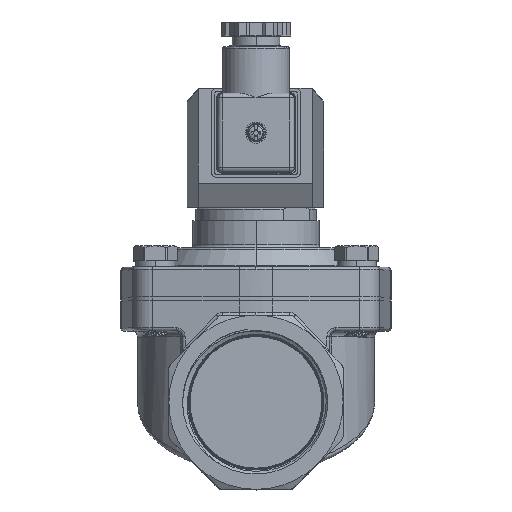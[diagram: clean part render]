
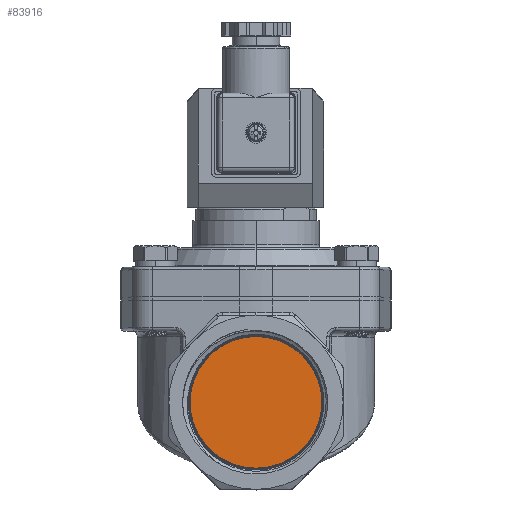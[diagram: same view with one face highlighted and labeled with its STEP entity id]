
A CAD part, top view. The second image highlights one B-rep face of the part: STEP entity #83916.
In plain terms, the highlighted planar face has unit normal (0, 0, 1).
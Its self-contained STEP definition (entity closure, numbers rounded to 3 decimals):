
#2735 = CARTESIAN_POINT ( 'NONE',  ( 0., 29., 38.2 ) ) ;
#3277 = CARTESIAN_POINT ( 'NONE',  ( -17.216, 15.537, 38.2 ) ) ;
#3844 = DIRECTION ( 'NONE',  ( 1., 0., 0. ) ) ;
#6925 = CARTESIAN_POINT ( 'NONE',  ( -17.772, 16.21, 38.2 ) ) ;
#9338 = AXIS2_PLACEMENT_3D ( 'NONE', #43370, #122105, #54692 ) ;
#14057 = DIRECTION ( 'NONE',  ( 1., 0., 0. ) ) ;
#14252 = ORIENTED_EDGE ( 'NONE', *, *, #53546, .T. ) ;
#15249 = CIRCLE ( 'NONE', #68409, 21.927 ) ;
#23325 = CARTESIAN_POINT ( 'NONE',  ( -18.698, 17.685, 38.2 ) ) ;
#23426 = EDGE_CURVE ( 'NONE', #98038, #84142, #15249, .T. ) ;
#24933 = B_SPLINE_CURVE_WITH_KNOTS ( 'NONE', 3,
 ( #141778, #6925, #40840, #119590 ),
 .UNSPECIFIED., .F., .F.,
 ( 4, 4 ),
 ( 0., 0.003 ),
 .UNSPECIFIED. ) ;
#36699 = CIRCLE ( 'NONE', #9338, 21.927 ) ;
#36716 = ORIENTED_EDGE ( 'NONE', *, *, #50974, .T. ) ;
#38424 = CARTESIAN_POINT ( 'NONE',  ( 21.927, 29., 38.2 ) ) ;
#38558 = AXIS2_PLACEMENT_3D ( 'NONE', #138673, #71235, #3844 ) ;
#40840 = CARTESIAN_POINT ( 'NONE',  ( -18.287, 16.913, 38.2 ) ) ;
#43277 = ORIENTED_EDGE ( 'NONE', *, *, #109301, .F. ) ;
#43370 = CARTESIAN_POINT ( 'NONE',  ( 0., 29., 38.2 ) ) ;
#47520 = CARTESIAN_POINT ( 'NONE',  ( -18.247, 16.94, 38.2 ) ) ;
#50974 = EDGE_CURVE ( 'NONE', #84142, #93407, #36699, .T. ) ;
#53546 = EDGE_CURVE ( 'NONE', #98868, #84142, #24933, .T. ) ;
#54692 = DIRECTION ( 'NONE',  ( 1., 0., 0. ) ) ;
#55179 = CARTESIAN_POINT ( 'NONE',  ( 0., 29., 38.2 ) ) ;
#58991 = EDGE_CURVE ( 'NONE', #93407, #98038, #129635, .T. ) ;
#65488 = DIRECTION ( 'NONE',  ( 0., 0., 1. ) ) ;
#68409 = AXIS2_PLACEMENT_3D ( 'NONE', #132905, #65488, #144247 ) ;
#68470 = DIRECTION ( 'NONE',  ( -0.856, -0.518, 0. ) ) ;
#70673 = CARTESIAN_POINT ( 'NONE',  ( -17.752, 16.223, 38.2 ) ) ;
#71235 = DIRECTION ( 'NONE',  ( 0., 0., 1. ) ) ;
#72914 = EDGE_CURVE ( 'NONE', #105925, #98868, #111050, .T. ) ;
#79061 = VECTOR ( 'NONE', #68470, 1000. ) ;
#81403 = DIRECTION ( 'NONE',  ( 0., 0., 1. ) ) ;
#82030 = PLANE ( 'NONE',  #38558 ) ;
#83916 = ADVANCED_FACE ( 'NONE', ( #98529 ), #82030, .T. ) ;
#84142 = VERTEX_POINT ( 'NONE', #86882 ) ;
#86882 = CARTESIAN_POINT ( 'NONE',  ( -18.759, 17.648, 38.2 ) ) ;
#87777 = ORIENTED_EDGE ( 'NONE', *, *, #58991, .T. ) ;
#93407 = VERTEX_POINT ( 'NONE', #38424 ) ;
#97309 = CARTESIAN_POINT ( 'NONE',  ( -21.927, 29., 38.2 ) ) ;
#98038 = VERTEX_POINT ( 'NONE', #97309 ) ;
#98529 = FACE_OUTER_BOUND ( 'NONE', #137027, .T. ) ;
#98868 = VERTEX_POINT ( 'NONE', #138269 ) ;
#105925 = VERTEX_POINT ( 'NONE', #23325 ) ;
#108969 = LINE ( 'NONE', #55179, #79061 ) ;
#109301 = EDGE_CURVE ( 'NONE', #105925, #84142, #108969, .T. ) ;
#110516 = ORIENTED_EDGE ( 'NONE', *, *, #23426, .T. ) ;
#111050 = B_SPLINE_CURVE_WITH_KNOTS ( 'NONE', 3,
 ( #126249, #47520, #70673, #3277 ),
 .UNSPECIFIED., .F., .F.,
 ( 4, 4 ),
 ( 0., 0.003 ),
 .UNSPECIFIED. ) ;
#115437 = ORIENTED_EDGE ( 'NONE', *, *, #72914, .T. ) ;
#119590 = CARTESIAN_POINT ( 'NONE',  ( -18.759, 17.648, 38.2 ) ) ;
#122105 = DIRECTION ( 'NONE',  ( 0., 0., 1. ) ) ;
#122474 = AXIS2_PLACEMENT_3D ( 'NONE', #2735, #81403, #14057 ) ;
#126249 = CARTESIAN_POINT ( 'NONE',  ( -18.698, 17.685, 38.2 ) ) ;
#129635 = CIRCLE ( 'NONE', #122474, 21.927 ) ;
#132905 = CARTESIAN_POINT ( 'NONE',  ( 0., 29., 38.2 ) ) ;
#137027 = EDGE_LOOP ( 'NONE', ( #43277, #115437, #14252, #36716, #87777, #110516 ) ) ;
#138269 = CARTESIAN_POINT ( 'NONE',  ( -17.216, 15.537, 38.2 ) ) ;
#138673 = CARTESIAN_POINT ( 'NONE',  ( 0., 29., 38.2 ) ) ;
#141778 = CARTESIAN_POINT ( 'NONE',  ( -17.216, 15.537, 38.2 ) ) ;
#144247 = DIRECTION ( 'NONE',  ( 1., 0., 0. ) ) ;
